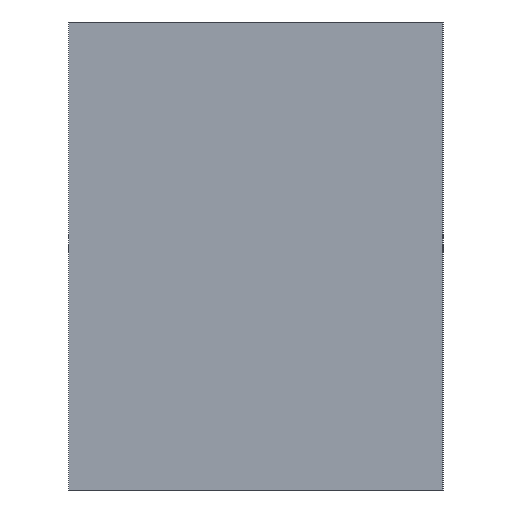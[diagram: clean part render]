
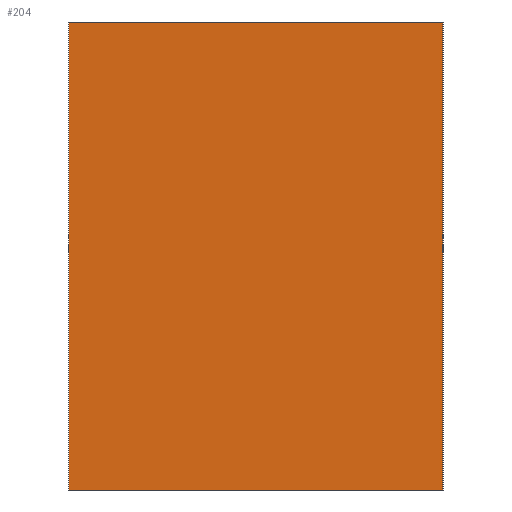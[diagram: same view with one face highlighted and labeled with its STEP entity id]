
A CAD part, left-side view. The second image highlights one B-rep face of the part: STEP entity #204.
In plain terms, the highlighted planar face has unit normal (-0.999, 0.045, 0).
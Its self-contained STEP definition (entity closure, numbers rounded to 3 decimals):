
#18=FACE_OUTER_BOUND('',#29,.T.);
#29=EDGE_LOOP('',(#148,#149,#150,#151));
#46=LINE('',#309,#73);
#47=LINE('',#312,#74);
#48=LINE('',#314,#75);
#49=LINE('',#315,#76);
#73=VECTOR('',#254,10.);
#74=VECTOR('',#257,10.);
#75=VECTOR('',#258,10.);
#76=VECTOR('',#259,10.);
#97=VERTEX_POINT('',#305);
#98=VERTEX_POINT('',#307);
#99=VERTEX_POINT('',#311);
#100=VERTEX_POINT('',#313);
#118=EDGE_CURVE('',#97,#98,#46,.T.);
#119=EDGE_CURVE('',#99,#97,#47,.T.);
#120=EDGE_CURVE('',#100,#98,#48,.T.);
#121=EDGE_CURVE('',#99,#100,#49,.T.);
#148=ORIENTED_EDGE('',*,*,#119,.T.);
#149=ORIENTED_EDGE('',*,*,#118,.T.);
#150=ORIENTED_EDGE('',*,*,#120,.F.);
#151=ORIENTED_EDGE('',*,*,#121,.F.);
#193=PLANE('',#229);
#204=ADVANCED_FACE('',(#18),#193,.T.);
#229=AXIS2_PLACEMENT_3D('',#310,#255,#256);
#254=DIRECTION('',(0.,0.,1.));
#255=DIRECTION('center_axis',(-0.999,0.045,0.));
#256=DIRECTION('ref_axis',(-0.045,-0.999,0.));
#257=DIRECTION('',(-0.045,-0.999,0.));
#258=DIRECTION('',(-0.045,-0.999,0.));
#259=DIRECTION('',(0.,0.,1.));
#305=CARTESIAN_POINT('',(-0.382,-1.796,0.));
#307=CARTESIAN_POINT('',(-0.382,-1.796,5.));
#309=CARTESIAN_POINT('',(-0.382,-1.796,0.));
#310=CARTESIAN_POINT('Origin',(-0.2,2.2,0.));
#311=CARTESIAN_POINT('',(-0.2,2.2,0.));
#312=CARTESIAN_POINT('',(-0.2,2.2,0.));
#313=CARTESIAN_POINT('',(-0.2,2.2,5.));
#314=CARTESIAN_POINT('',(-0.2,2.2,5.));
#315=CARTESIAN_POINT('',(-0.2,2.2,0.));
